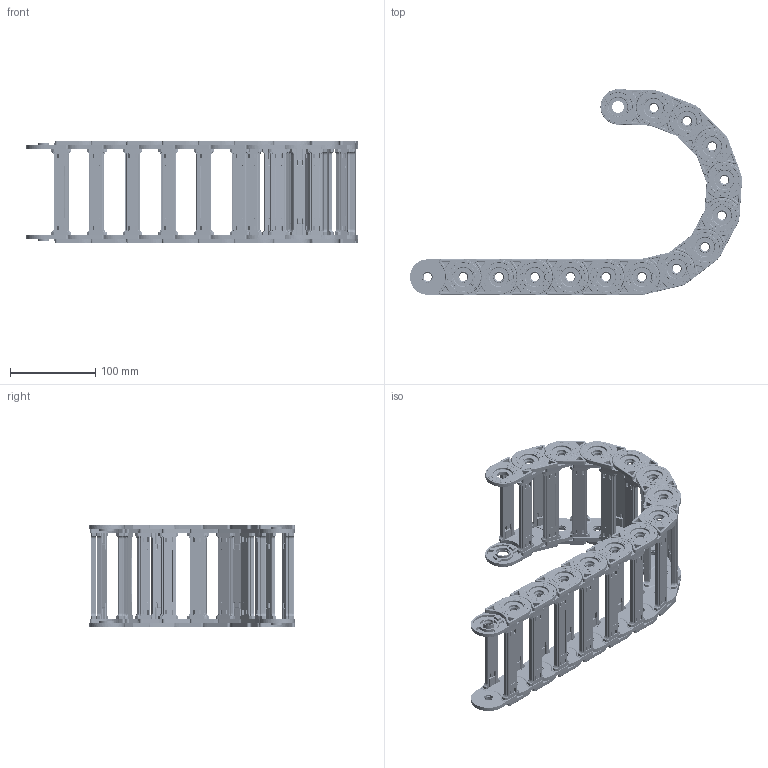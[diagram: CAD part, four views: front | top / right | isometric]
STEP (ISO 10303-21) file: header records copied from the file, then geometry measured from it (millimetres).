
FILE_DESCRIPTION (( 'STEP AP214' ), '1' );
FILE_NAME ('CK25-A100-R100.STEP', '2019-09-09T12:43:49', ( '' ), ( '' ), 'SwSTEP 2.0', 'SolidWorks 2017', '' );
FILE_SCHEMA (( 'AUTOMOTIVE_DESIGN' ));
Length unit declared in the file: millimetre
Products named in the file (2): CK25-A100-R100; CK25-A100
Assembly tree (14 placements, depth 2):
  CK25-A100-R100
    CK25-A100  x14
Bounding box: 390.34 x 241.39 x 120.95 mm (x, y, z)
Volume: 254945.8 mm3; surface area: 461185.3 mm2
Topology: 28 solids, 56 shells, 13020 faces, 32256 edges, 19516 vertices
Faces by surface type: cylinder 5012, plane 4368, bspline 1540, torus 1484, sphere 560, cone 56
Entity records: 36645 total; most frequent: CARTESIAN_POINT 15231, ORIENTED_EDGE 4536, DIRECTION 4360, EDGE_CURVE 2268, AXIS2_PLACEMENT_3D 1625, VERTEX_POINT 1390, VECTOR 1110, LINE 1110
